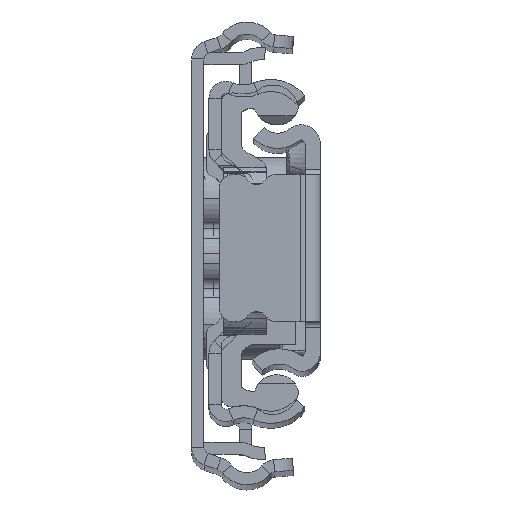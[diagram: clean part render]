
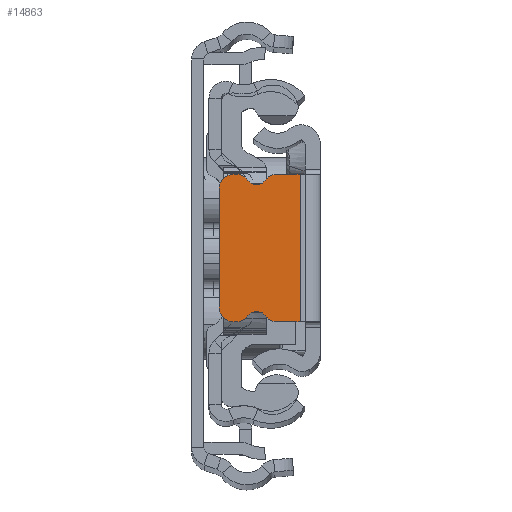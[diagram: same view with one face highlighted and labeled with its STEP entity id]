
A CAD part, top view. The second image highlights one B-rep face of the part: STEP entity #14863.
In plain terms, the highlighted planar face has unit normal (0, 0, 1).
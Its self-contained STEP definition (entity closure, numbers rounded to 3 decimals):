
#139 = CARTESIAN_POINT ( 'NONE',  ( -8.5, 7.3, 0. ) ) ;
#431 = AXIS2_PLACEMENT_3D ( 'NONE', #8660, #12663, #23860 ) ;
#468 = CARTESIAN_POINT ( 'NONE',  ( -10., 5.8, 0. ) ) ;
#575 = CARTESIAN_POINT ( 'NONE',  ( -8.362, -5.8, 0. ) ) ;
#595 = CARTESIAN_POINT ( 'NONE',  ( -8.362, 7.3, 0. ) ) ;
#663 = DIRECTION ( 'NONE',  ( 1., 0., 0. ) ) ;
#1641 = CARTESIAN_POINT ( 'NONE',  ( -4.218, 5.8, 0. ) ) ;
#1771 = DIRECTION ( 'NONE',  ( -1., 0., 0. ) ) ;
#1970 = CARTESIAN_POINT ( 'NONE',  ( -10., 0., 0. ) ) ;
#2065 = VECTOR ( 'NONE', #23870, 1000. ) ;
#2199 = ORIENTED_EDGE ( 'NONE', *, *, #6586, .T. ) ;
#2557 = EDGE_CURVE ( 'NONE', #10433, #9408, #13143, .T. ) ;
#3055 = CARTESIAN_POINT ( 'NONE',  ( -5.413, -6.706, 0. ) ) ;
#3647 = AXIS2_PLACEMENT_3D ( 'NONE', #21252, #17857, #13730 ) ;
#3810 = EDGE_CURVE ( 'NONE', #9012, #14839, #21328, .T. ) ;
#3822 = CARTESIAN_POINT ( 'NONE',  ( -8.5, -5.8, 0. ) ) ;
#3982 = VERTEX_POINT ( 'NONE', #10362 ) ;
#4059 = DIRECTION ( 'NONE',  ( -1., 0., 0. ) ) ;
#4121 = ORIENTED_EDGE ( 'NONE', *, *, #9078, .F. ) ;
#4355 = VERTEX_POINT ( 'NONE', #3055 ) ;
#4488 = LINE ( 'NONE', #9890, #11568 ) ;
#4586 = DIRECTION ( 'NONE',  ( 0., 0., -1. ) ) ;
#5229 = CIRCLE ( 'NONE', #431, 1.5 ) ;
#5384 = ORIENTED_EDGE ( 'NONE', *, *, #21078, .T. ) ;
#5945 = ORIENTED_EDGE ( 'NONE', *, *, #17984, .T. ) ;
#6315 = ORIENTED_EDGE ( 'NONE', *, *, #11213, .F. ) ;
#6460 = AXIS2_PLACEMENT_3D ( 'NONE', #12788, #18691, #16188 ) ;
#6586 = EDGE_CURVE ( 'NONE', #9935, #10433, #24089, .T. ) ;
#6604 = ORIENTED_EDGE ( 'NONE', *, *, #2557, .T. ) ;
#6718 = VERTEX_POINT ( 'NONE', #8949 ) ;
#7081 = DIRECTION ( 'NONE',  ( 0., 0., 1. ) ) ;
#7147 = AXIS2_PLACEMENT_3D ( 'NONE', #3822, #9707, #4059 ) ;
#7167 = CIRCLE ( 'NONE', #7582, 1.5 ) ;
#7231 = CARTESIAN_POINT ( 'NONE',  ( -10., -5.8, 0. ) ) ;
#7512 = LINE ( 'NONE', #9259, #10011 ) ;
#7582 = AXIS2_PLACEMENT_3D ( 'NONE', #1641, #19197, #1771 ) ;
#7747 = ORIENTED_EDGE ( 'NONE', *, *, #17975, .F. ) ;
#8200 = LINE ( 'NONE', #17705, #13386 ) ;
#8242 = DIRECTION ( 'NONE',  ( -1., 0., 0. ) ) ;
#8650 = EDGE_CURVE ( 'NONE', #3982, #16559, #7167, .T. ) ;
#8660 = CARTESIAN_POINT ( 'NONE',  ( -4.218, -5.8, 0. ) ) ;
#8949 = CARTESIAN_POINT ( 'NONE',  ( -8.5, -7.3, 0. ) ) ;
#9012 = VERTEX_POINT ( 'NONE', #16778 ) ;
#9057 = ORIENTED_EDGE ( 'NONE', *, *, #19705, .T. ) ;
#9078 = EDGE_CURVE ( 'NONE', #11419, #11897, #7512, .T. ) ;
#9259 = CARTESIAN_POINT ( 'NONE',  ( -2., -7.3, 0. ) ) ;
#9408 = VERTEX_POINT ( 'NONE', #7231 ) ;
#9707 = DIRECTION ( 'NONE',  ( 0., 0., 1. ) ) ;
#9860 = DIRECTION ( 'NONE',  ( -1., 0., 0. ) ) ;
#9890 = CARTESIAN_POINT ( 'NONE',  ( 0., 7.3, 0. ) ) ;
#9935 = VERTEX_POINT ( 'NONE', #139 ) ;
#10011 = VECTOR ( 'NONE', #20551, 1000. ) ;
#10126 = EDGE_CURVE ( 'NONE', #4355, #18325, #5229, .T. ) ;
#10362 = CARTESIAN_POINT ( 'NONE',  ( -4.218, 7.3, 0. ) ) ;
#10433 = VERTEX_POINT ( 'NONE', #468 ) ;
#11213 = EDGE_CURVE ( 'NONE', #15980, #16559, #15279, .T. ) ;
#11303 = AXIS2_PLACEMENT_3D ( 'NONE', #575, #17386, #8242 ) ;
#11419 = VERTEX_POINT ( 'NONE', #19725 ) ;
#11489 = CARTESIAN_POINT ( 'NONE',  ( -7.167, 6.706, 0. ) ) ;
#11568 = VECTOR ( 'NONE', #19412, 1000. ) ;
#11897 = VERTEX_POINT ( 'NONE', #24214 ) ;
#12663 = DIRECTION ( 'NONE',  ( 0., 0., 1. ) ) ;
#12788 = CARTESIAN_POINT ( 'NONE',  ( -6.29, -7.37, 0. ) ) ;
#12811 = CARTESIAN_POINT ( 'NONE',  ( -5.413, 6.706, 0. ) ) ;
#12907 = CARTESIAN_POINT ( 'NONE',  ( 0., -7.3, 0. ) ) ;
#12935 = AXIS2_PLACEMENT_3D ( 'NONE', #20070, #19148, #15259 ) ;
#13143 = LINE ( 'NONE', #1970, #19043 ) ;
#13386 = VECTOR ( 'NONE', #663, 1000. ) ;
#13730 = DIRECTION ( 'NONE',  ( -1., 0., 0. ) ) ;
#14118 = FACE_OUTER_BOUND ( 'NONE', #15795, .T. ) ;
#14244 = CARTESIAN_POINT ( 'NONE',  ( -7.167, -6.706, 0. ) ) ;
#14839 = VERTEX_POINT ( 'NONE', #14244 ) ;
#14863 = ADVANCED_FACE ( 'NONE', ( #14118 ), #16115, .F. ) ;
#15180 = CARTESIAN_POINT ( 'NONE',  ( 0., 7.3, 0. ) ) ;
#15259 = DIRECTION ( 'NONE',  ( -1., 0., 0. ) ) ;
#15279 = CIRCLE ( 'NONE', #15675, 1.1 ) ;
#15675 = AXIS2_PLACEMENT_3D ( 'NONE', #22395, #7081, #18986 ) ;
#15795 = EDGE_LOOP ( 'NONE', ( #9057, #2199, #6604, #21948, #21727, #23114, #7747, #23454, #5945, #4121, #17748, #15997, #6315, #5384 ) ) ;
#15980 = VERTEX_POINT ( 'NONE', #11489 ) ;
#15997 = ORIENTED_EDGE ( 'NONE', *, *, #8650, .T. ) ;
#16115 = PLANE ( 'NONE',  #18618 ) ;
#16188 = DIRECTION ( 'NONE',  ( -1., 0., 0. ) ) ;
#16559 = VERTEX_POINT ( 'NONE', #12811 ) ;
#16627 = VECTOR ( 'NONE', #19191, 1000. ) ;
#16778 = CARTESIAN_POINT ( 'NONE',  ( -8.362, -7.3, 0. ) ) ;
#16923 = LINE ( 'NONE', #15180, #16627 ) ;
#17032 = CARTESIAN_POINT ( 'NONE',  ( -4.218, -7.3, 0. ) ) ;
#17269 = EDGE_CURVE ( 'NONE', #9408, #6718, #17953, .T. ) ;
#17340 = CIRCLE ( 'NONE', #12935, 1.5 ) ;
#17386 = DIRECTION ( 'NONE',  ( 0., 0., 1. ) ) ;
#17389 = DIRECTION ( 'NONE',  ( 0., -1., 0. ) ) ;
#17705 = CARTESIAN_POINT ( 'NONE',  ( 0., -7.3, 0. ) ) ;
#17748 = ORIENTED_EDGE ( 'NONE', *, *, #24154, .T. ) ;
#17857 = DIRECTION ( 'NONE',  ( 0., 0., 1. ) ) ;
#17953 = CIRCLE ( 'NONE', #7147, 1.5 ) ;
#17975 = EDGE_CURVE ( 'NONE', #4355, #14839, #19676, .T. ) ;
#17984 = EDGE_CURVE ( 'NONE', #18325, #11897, #20074, .T. ) ;
#18325 = VERTEX_POINT ( 'NONE', #17032 ) ;
#18618 = AXIS2_PLACEMENT_3D ( 'NONE', #20006, #4586, #9860 ) ;
#18691 = DIRECTION ( 'NONE',  ( 0., 0., 1. ) ) ;
#18986 = DIRECTION ( 'NONE',  ( 1., 0., 0. ) ) ;
#19043 = VECTOR ( 'NONE', #17389, 1000. ) ;
#19148 = DIRECTION ( 'NONE',  ( 0., 0., 1. ) ) ;
#19191 = DIRECTION ( 'NONE',  ( -1., 0., 0. ) ) ;
#19197 = DIRECTION ( 'NONE',  ( 0., 0., 1. ) ) ;
#19412 = DIRECTION ( 'NONE',  ( -1., 0., 0. ) ) ;
#19676 = CIRCLE ( 'NONE', #6460, 1.1 ) ;
#19705 = EDGE_CURVE ( 'NONE', #19715, #9935, #4488, .T. ) ;
#19715 = VERTEX_POINT ( 'NONE', #595 ) ;
#19725 = CARTESIAN_POINT ( 'NONE',  ( -2., 7.3, 0. ) ) ;
#20006 = CARTESIAN_POINT ( 'NONE',  ( 0., 0., 0. ) ) ;
#20070 = CARTESIAN_POINT ( 'NONE',  ( -8.362, 5.8, 0. ) ) ;
#20074 = LINE ( 'NONE', #12907, #2065 ) ;
#20551 = DIRECTION ( 'NONE',  ( 0., -1., 0. ) ) ;
#21078 = EDGE_CURVE ( 'NONE', #15980, #19715, #17340, .T. ) ;
#21252 = CARTESIAN_POINT ( 'NONE',  ( -8.5, 5.8, 0. ) ) ;
#21328 = CIRCLE ( 'NONE', #11303, 1.5 ) ;
#21540 = EDGE_CURVE ( 'NONE', #6718, #9012, #8200, .T. ) ;
#21727 = ORIENTED_EDGE ( 'NONE', *, *, #21540, .T. ) ;
#21948 = ORIENTED_EDGE ( 'NONE', *, *, #17269, .T. ) ;
#22395 = CARTESIAN_POINT ( 'NONE',  ( -6.29, 7.37, 0. ) ) ;
#23114 = ORIENTED_EDGE ( 'NONE', *, *, #3810, .T. ) ;
#23454 = ORIENTED_EDGE ( 'NONE', *, *, #10126, .T. ) ;
#23860 = DIRECTION ( 'NONE',  ( -1., 0., 0. ) ) ;
#23870 = DIRECTION ( 'NONE',  ( 1., 0., 0. ) ) ;
#24089 = CIRCLE ( 'NONE', #3647, 1.5 ) ;
#24154 = EDGE_CURVE ( 'NONE', #11419, #3982, #16923, .T. ) ;
#24214 = CARTESIAN_POINT ( 'NONE',  ( -2., -7.3, 0. ) ) ;
